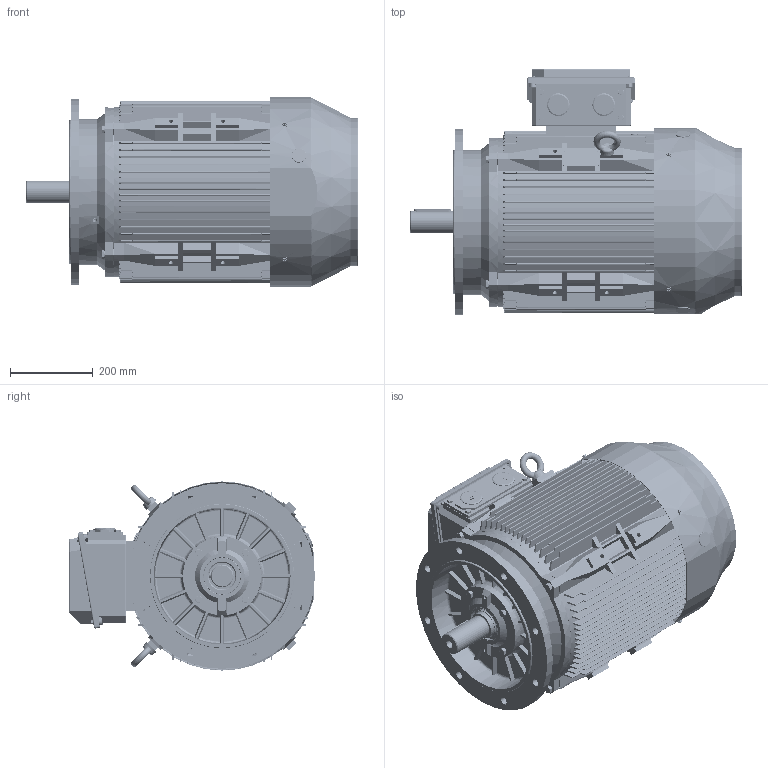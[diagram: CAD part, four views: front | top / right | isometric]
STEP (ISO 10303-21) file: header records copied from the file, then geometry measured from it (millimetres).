
FILE_DESCRIPTION (( 'STEP AP203' ), '1' );
FILE_NAME ('TC 225M-2 B5外形图（BUSCK）.STEP', '2019-03-05T07:31:39', ( 'abc' ), ( '' ), 'SwSTEP 2.0', 'SolidWorks 2008', '' );
FILE_SCHEMA (( 'CONFIG_CONTROL_DESIGN' ));
Length unit declared in the file: millimetre
Products named in the file (30): 扣塞_默认; TC 225M-2 转子_默认; TC 225M-2 轴_默认; TC 225-4P 风叶_默认; 铜油嘴_默认; M6-10_默认; TC 225风罩_默认; 吊环M16_默认; 200-225螺套板_默认; 螺塞M50_默认; TC 225M-2 B5外形图（BUSCK）; TC225M B5机座_默认; TC 225 B3 端盖(后）_默认; TC 225 轴承外盖NDE_默认; 6313_默认; TC 225 轴承内盖_默认; TC 225 轴承外盖DE_默认; 油封65-90-10_默认; M10-70_默认; 10_默认; 12_默认; M12-45_默认; TC 225 B5 端盖_默认; 平键16-90_默认; 200-225活动螺套板接线盒_默认; TC 200-225-TFC360T-座(加高） _默认; NEMA 360T接线盒座、盖垫_默认; BUSCK 200-225接线盒盖_默认; M6-20_默认; M8X20_默认
Assembly tree (57 placements, depth 3):
  TC 225M-2 B5外形图（BUSCK）
    吊环M16_默认  x2
    M10-70_默认  x4
    TC 225-4P 风叶_默认
    TC 225 轴承外盖NDE_默认
    TC 225M-2 转子_默认
      6313_默认  x2
      TC 225M-2 轴_默认
    10_默认  x4
    12_默认  x4
    200-225活动螺套板接线盒_默认
      BUSCK 200-225接线盒盖_默认
      M6-20_默认  x4
      200-225螺套板_默认
      螺塞M50_默认  x2
      NEMA 360T接线盒座、盖垫_默认
      M8X20_默认  x4
      TC 200-225-TFC360T-座(加高） _默认
    扣塞_默认  x2
    M12-45_默认  x4
    TC 225 轴承内盖_默认  x2
    TC 225 轴承外盖DE_默认
    M6-10_默认  x4
    TC 225 B5 端盖_默认
    TC 225风罩_默认
    铜油嘴_默认  x2
    油封65-90-10_默认  x2
    平键16-90_默认
    TC 225 B3 端盖(后）_默认
    TC225M B5机座_默认
Bounding box: 804.52 x 595.92 x 458.4 mm (x, y, z)
Volume: 21678456.7 mm3; surface area: 5351763.3 mm2
Topology: 57 solids, 58 shells, 8145 faces, 23491 edges, 15462 vertices
Faces by surface type: plane 3971, cylinder 3159, cone 429, torus 372, bspline 146, sphere 68
Entity records: 262149 total; most frequent: CARTESIAN_POINT 63100, ORIENTED_EDGE 41720, DIRECTION 40080, EDGE_CURVE 20860, AXIS2_PLACEMENT_3D 13949, VERTEX_POINT 13786, VECTOR 12182, LINE 12182
